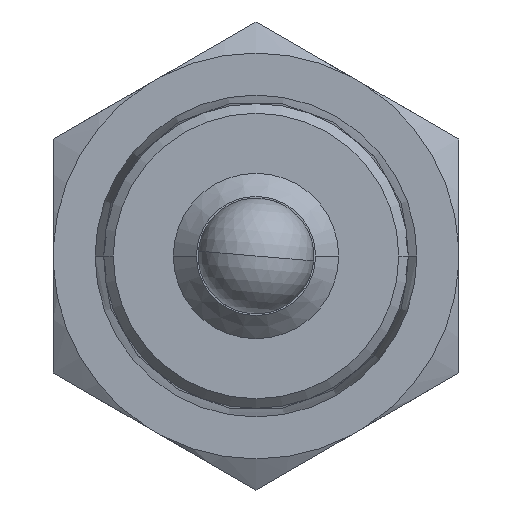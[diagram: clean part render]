
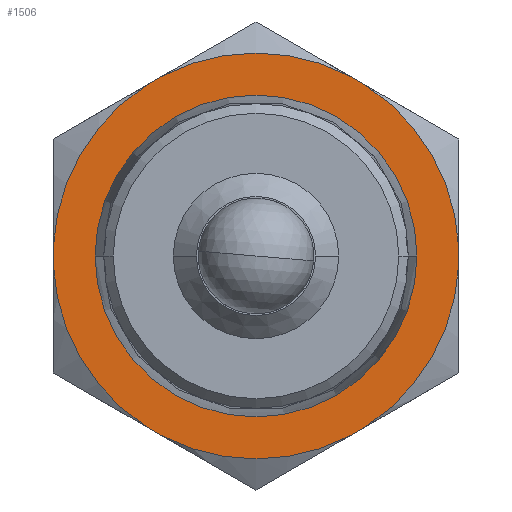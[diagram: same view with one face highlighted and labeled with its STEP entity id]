
A CAD part, front view. The second image highlights one B-rep face of the part: STEP entity #1506.
In plain terms, the highlighted planar face has unit normal (0, -1, 0).
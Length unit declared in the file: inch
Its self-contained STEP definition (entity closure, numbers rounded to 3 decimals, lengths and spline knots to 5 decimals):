
#11 = DIRECTION ( 'NONE',  ( 0., 1., 0. ) ) ;
#30 = DIRECTION ( 'NONE',  ( -1., 0., 0. ) ) ;
#46 = AXIS2_PLACEMENT_3D ( 'NONE', #124, #1411, #204 ) ;
#48 = EDGE_CURVE ( 'NONE', #748, #1089, #1737, .T. ) ;
#63 = LINE ( 'NONE', #2333, #1887 ) ;
#107 = VECTOR ( 'NONE', #385, 39.37008 ) ;
#108 = CIRCLE ( 'NONE', #852, 0.438 ) ;
#116 = CARTESIAN_POINT ( 'NONE',  ( 0.4375, -0.225, -0.02092 ) ) ;
#124 = CARTESIAN_POINT ( 'NONE',  ( 0., -0.225, 0. ) ) ;
#137 = VERTEX_POINT ( 'NONE', #1519 ) ;
#164 = AXIS2_PLACEMENT_3D ( 'NONE', #1136, #11, #915 ) ;
#183 = ORIENTED_EDGE ( 'NONE', *, *, #2051, .F. ) ;
#198 = CARTESIAN_POINT ( 'NONE',  ( 0.02725, -0.225, -0.52091 ) ) ;
#204 = DIRECTION ( 'NONE',  ( -1., 0., 0. ) ) ;
#259 = ORIENTED_EDGE ( 'NONE', *, *, #1929, .F. ) ;
#288 = VERTEX_POINT ( 'NONE', #2235 ) ;
#295 = AXIS2_PLACEMENT_3D ( 'NONE', #1678, #601, #1855 ) ;
#306 = EDGE_CURVE ( 'NONE', #1779, #1199, #1341, .T. ) ;
#320 = VECTOR ( 'NONE', #2018, 39.37008 ) ;
#322 = CARTESIAN_POINT ( 'NONE',  ( 0., -0.225, 0. ) ) ;
#373 = LINE ( 'NONE', #426, #1759 ) ;
#381 = EDGE_CURVE ( 'NONE', #288, #438, #373, .T. ) ;
#385 = DIRECTION ( 'NONE',  ( -0.866, 0., 0.5 ) ) ;
#389 = VECTOR ( 'NONE', #673, 39.37008 ) ;
#396 = CARTESIAN_POINT ( 'NONE',  ( 0.02725, -0.225, 0.52091 ) ) ;
#410 = AXIS2_PLACEMENT_3D ( 'NONE', #948, #2226, #1129 ) ;
#426 = CARTESIAN_POINT ( 'NONE',  ( -0.4375, -0.225, 0. ) ) ;
#438 = VERTEX_POINT ( 'NONE', #1722 ) ;
#473 = CARTESIAN_POINT ( 'NONE',  ( 0., -0.225, 0. ) ) ;
#522 = DIRECTION ( 'NONE',  ( 0., 1., 0. ) ) ;
#535 = ORIENTED_EDGE ( 'NONE', *, *, #2312, .F. ) ;
#565 = ORIENTED_EDGE ( 'NONE', *, *, #1571, .T. ) ;
#601 = DIRECTION ( 'NONE',  ( 0., 1., 0. ) ) ;
#639 = CARTESIAN_POINT ( 'NONE',  ( -0.23687, -0.225, 0.36842 ) ) ;
#661 = CARTESIAN_POINT ( 'NONE',  ( 0.20063, -0.225, 0.38935 ) ) ;
#673 = DIRECTION ( 'NONE',  ( 0., 0., -1. ) ) ;
#689 = CARTESIAN_POINT ( 'NONE',  ( 0.328, -0.225, 0. ) ) ;
#696 = DIRECTION ( 'NONE',  ( -1., 0., 0. ) ) ;
#705 = EDGE_CURVE ( 'NONE', #1593, #1779, #63, .T. ) ;
#745 = ORIENTED_EDGE ( 'NONE', *, *, #1074, .F. ) ;
#748 = VERTEX_POINT ( 'NONE', #1416 ) ;
#812 = FACE_OUTER_BOUND ( 'NONE', #887, .T. ) ;
#817 = LINE ( 'NONE', #844, #389 ) ;
#843 = EDGE_CURVE ( 'NONE', #2376, #748, #2270, .T. ) ;
#844 = CARTESIAN_POINT ( 'NONE',  ( 0.4375, -0.225, 0. ) ) ;
#852 = AXIS2_PLACEMENT_3D ( 'NONE', #1761, #1942, #1214 ) ;
#854 = FACE_BOUND ( 'NONE', #2291, .T. ) ;
#884 = CIRCLE ( 'NONE', #410, 0.438 ) ;
#887 = EDGE_LOOP ( 'NONE', ( #1746, #1613, #920, #1081, #535, #1641, #1382, #183, #259, #1730, #1595, #745 ) ) ;
#915 = DIRECTION ( 'NONE',  ( -1., 0., 0. ) ) ;
#920 = ORIENTED_EDGE ( 'NONE', *, *, #705, .F. ) ;
#948 = CARTESIAN_POINT ( 'NONE',  ( 0., -0.225, 0. ) ) ;
#949 = DIRECTION ( 'NONE',  ( 0., 0., 1. ) ) ;
#967 = DIRECTION ( 'NONE',  ( -1., 0., 0. ) ) ;
#1021 = AXIS2_PLACEMENT_3D ( 'NONE', #1906, #1909, #967 ) ;
#1027 = VERTEX_POINT ( 'NONE', #639 ) ;
#1039 = CARTESIAN_POINT ( 'NONE',  ( 0.23687, -0.225, 0.36842 ) ) ;
#1074 = EDGE_CURVE ( 'NONE', #1538, #2376, #1449, .T. ) ;
#1081 = ORIENTED_EDGE ( 'NONE', *, *, #1729, .F. ) ;
#1089 = VERTEX_POINT ( 'NONE', #1915 ) ;
#1104 = CARTESIAN_POINT ( 'NONE',  ( -0.328, -0.225, 0. ) ) ;
#1129 = DIRECTION ( 'NONE',  ( -1., 0., 0. ) ) ;
#1133 = CARTESIAN_POINT ( 'NONE',  ( 0.23687, -0.225, -0.36842 ) ) ;
#1136 = CARTESIAN_POINT ( 'NONE',  ( 0., -0.225, 0. ) ) ;
#1146 = AXIS2_PLACEMENT_3D ( 'NONE', #322, #522, #696 ) ;
#1183 = VERTEX_POINT ( 'NONE', #1104 ) ;
#1191 = AXIS2_PLACEMENT_3D ( 'NONE', #689, #1401, #2315 ) ;
#1199 = VERTEX_POINT ( 'NONE', #1643 ) ;
#1214 = DIRECTION ( 'NONE',  ( -1., 0., 0. ) ) ;
#1221 = VERTEX_POINT ( 'NONE', #1875 ) ;
#1271 = LINE ( 'NONE', #396, #320 ) ;
#1279 = CIRCLE ( 'NONE', #1146, 0.328 ) ;
#1341 = CIRCLE ( 'NONE', #164, 0.438 ) ;
#1382 = ORIENTED_EDGE ( 'NONE', *, *, #381, .F. ) ;
#1401 = DIRECTION ( 'NONE',  ( 0., 1., 0. ) ) ;
#1411 = DIRECTION ( 'NONE',  ( 0., 1., 0. ) ) ;
#1413 = CARTESIAN_POINT ( 'NONE',  ( 0.328, -0.225, 0. ) ) ;
#1416 = CARTESIAN_POINT ( 'NONE',  ( 0.20063, -0.225, -0.38935 ) ) ;
#1449 = CIRCLE ( 'NONE', #1580, 0.438 ) ;
#1497 = DIRECTION ( 'NONE',  ( 0., 1., 0. ) ) ;
#1502 = LINE ( 'NONE', #198, #107 ) ;
#1506 = ADVANCED_FACE ( 'NONE', ( #854, #812 ), #2350, .F. ) ;
#1519 = CARTESIAN_POINT ( 'NONE',  ( -0.20063, -0.225, 0.38935 ) ) ;
#1538 = VERTEX_POINT ( 'NONE', #116 ) ;
#1571 = EDGE_CURVE ( 'NONE', #1851, #1183, #1578, .T. ) ;
#1578 = CIRCLE ( 'NONE', #46, 0.328 ) ;
#1580 = AXIS2_PLACEMENT_3D ( 'NONE', #473, #1497, #30 ) ;
#1582 = ORIENTED_EDGE ( 'NONE', *, *, #1640, .T. ) ;
#1593 = VERTEX_POINT ( 'NONE', #661 ) ;
#1595 = ORIENTED_EDGE ( 'NONE', *, *, #843, .F. ) ;
#1613 = ORIENTED_EDGE ( 'NONE', *, *, #306, .F. ) ;
#1637 = CARTESIAN_POINT ( 'NONE',  ( 0.46475, -0.225, -0.23686 ) ) ;
#1640 = EDGE_CURVE ( 'NONE', #1183, #1851, #1279, .T. ) ;
#1641 = ORIENTED_EDGE ( 'NONE', *, *, #2059, .F. ) ;
#1643 = CARTESIAN_POINT ( 'NONE',  ( 0.4375, -0.225, 0.02092 ) ) ;
#1678 = CARTESIAN_POINT ( 'NONE',  ( 0., -0.225, 0. ) ) ;
#1722 = CARTESIAN_POINT ( 'NONE',  ( -0.4375, -0.225, 0.02092 ) ) ;
#1729 = EDGE_CURVE ( 'NONE', #137, #1593, #108, .T. ) ;
#1730 = ORIENTED_EDGE ( 'NONE', *, *, #48, .F. ) ;
#1737 = CIRCLE ( 'NONE', #1021, 0.438 ) ;
#1746 = ORIENTED_EDGE ( 'NONE', *, *, #2168, .F. ) ;
#1759 = VECTOR ( 'NONE', #949, 39.37008 ) ;
#1761 = CARTESIAN_POINT ( 'NONE',  ( 0., -0.225, 0. ) ) ;
#1772 = VECTOR ( 'NONE', #2007, 39.37008 ) ;
#1779 = VERTEX_POINT ( 'NONE', #1039 ) ;
#1800 = CIRCLE ( 'NONE', #295, 0.438 ) ;
#1851 = VERTEX_POINT ( 'NONE', #1413 ) ;
#1855 = DIRECTION ( 'NONE',  ( -1., 0., 0. ) ) ;
#1875 = CARTESIAN_POINT ( 'NONE',  ( -0.23687, -0.225, -0.36842 ) ) ;
#1887 = VECTOR ( 'NONE', #2148, 39.37008 ) ;
#1906 = CARTESIAN_POINT ( 'NONE',  ( 0., -0.225, 0. ) ) ;
#1909 = DIRECTION ( 'NONE',  ( 0., 1., 0. ) ) ;
#1915 = CARTESIAN_POINT ( 'NONE',  ( -0.20063, -0.225, -0.38935 ) ) ;
#1929 = EDGE_CURVE ( 'NONE', #1089, #1221, #1502, .T. ) ;
#1942 = DIRECTION ( 'NONE',  ( 0., 1., 0. ) ) ;
#2007 = DIRECTION ( 'NONE',  ( -0.866, 0., -0.5 ) ) ;
#2018 = DIRECTION ( 'NONE',  ( 0.866, 0., 0.5 ) ) ;
#2051 = EDGE_CURVE ( 'NONE', #1221, #288, #1800, .T. ) ;
#2059 = EDGE_CURVE ( 'NONE', #438, #1027, #884, .T. ) ;
#2148 = DIRECTION ( 'NONE',  ( 0.866, 0., -0.5 ) ) ;
#2168 = EDGE_CURVE ( 'NONE', #1199, #1538, #817, .T. ) ;
#2226 = DIRECTION ( 'NONE',  ( 0., 1., 0. ) ) ;
#2235 = CARTESIAN_POINT ( 'NONE',  ( -0.4375, -0.225, -0.02092 ) ) ;
#2270 = LINE ( 'NONE', #1637, #1772 ) ;
#2291 = EDGE_LOOP ( 'NONE', ( #1582, #565 ) ) ;
#2312 = EDGE_CURVE ( 'NONE', #1027, #137, #1271, .T. ) ;
#2315 = DIRECTION ( 'NONE',  ( -1., 0., 0. ) ) ;
#2333 = CARTESIAN_POINT ( 'NONE',  ( 0.46475, -0.225, 0.23686 ) ) ;
#2350 = PLANE ( 'NONE',  #1191 ) ;
#2376 = VERTEX_POINT ( 'NONE', #1133 ) ;
